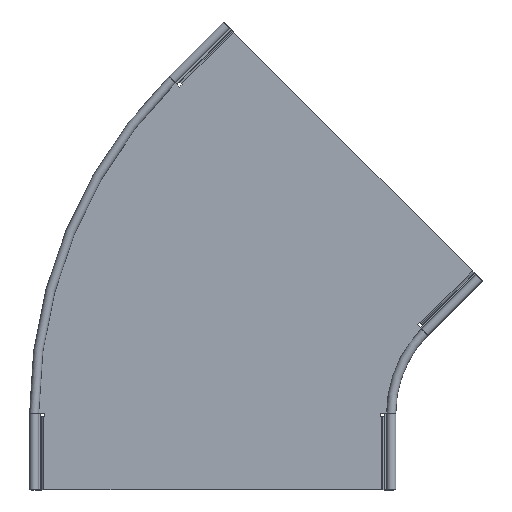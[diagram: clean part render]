
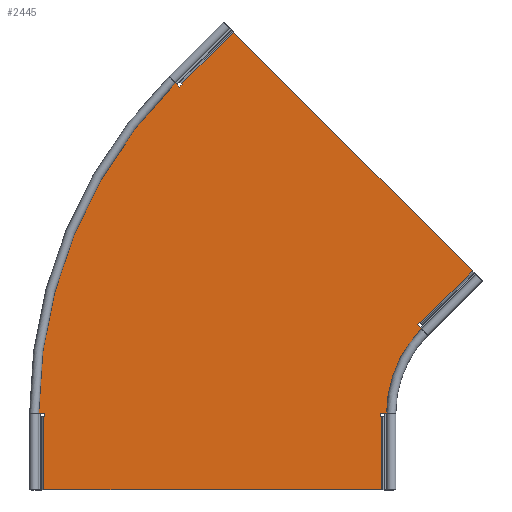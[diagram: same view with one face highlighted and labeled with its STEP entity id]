
A CAD part, top view. The second image highlights one B-rep face of the part: STEP entity #2445.
In plain terms, the highlighted planar face has unit normal (0, 0, 1).
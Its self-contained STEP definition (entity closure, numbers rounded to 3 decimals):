
#1069=DIRECTION('',(0.,-1.,0.));
#1070=VECTOR('',#1069,100.);
#1071=CARTESIAN_POINT('',(-230.55,100.,0.));
#1072=LINE('',#1071,#1070);
#1191=DIRECTION('',(0.,1.,0.));
#1192=VECTOR('',#1191,100.);
#1193=CARTESIAN_POINT('',(230.55,0.,0.));
#1194=LINE('',#1193,#1192);
#1251=DIRECTION('',(-1.,0.,0.));
#1252=VECTOR('',#1251,18.001);
#1253=CARTESIAN_POINT('',(247.5,105.,0.));
#1254=LINE('',#1253,#1252);
#1255=DIRECTION('',(-1.,0.,0.));
#1256=VECTOR('',#1255,1.051);
#1257=CARTESIAN_POINT('',(-229.499,100.,0.));
#1258=LINE('',#1257,#1256);
#1259=DIRECTION('',(0.,-1.,0.));
#1260=VECTOR('',#1259,5.);
#1261=CARTESIAN_POINT('',(-229.499,105.,0.));
#1262=LINE('',#1261,#1260);
#1263=CARTESIAN_POINT('',(400.,105.,0.));
#1264=DIRECTION('',(0.,0.,1.));
#1265=DIRECTION('',(-0.707,0.707,0.));
#1266=AXIS2_PLACEMENT_3D('',#1263,#1264,#1265);
#1268=DIRECTION('',(-0.707,0.707,0.));
#1269=VECTOR('',#1268,18.001);
#1270=CARTESIAN_POINT('',(-45.123,550.123,0.));
#1271=LINE('',#1270,#1269);
#1272=DIRECTION('',(-0.707,-0.707,0.));
#1273=VECTOR('',#1272,5.);
#1274=CARTESIAN_POINT('',(-41.587,553.658,0.));
#1275=LINE('',#1274,#1273);
#1276=DIRECTION('',(0.707,-0.707,0.));
#1277=VECTOR('',#1276,1.051);
#1278=CARTESIAN_POINT('',(-42.331,554.402,0.));
#1279=LINE('',#1278,#1277);
#1280=DIRECTION('',(-0.707,0.707,0.));
#1281=VECTOR('',#1280,461.1);
#1282=CARTESIAN_POINT('',(354.427,299.065,0.));
#1283=LINE('',#1282,#1281);
#1284=DIRECTION('',(0.707,-0.707,0.));
#1285=VECTOR('',#1284,1.051);
#1286=CARTESIAN_POINT('',(282.973,229.098,0.));
#1287=LINE('',#1286,#1285);
#1288=DIRECTION('',(0.707,0.707,0.));
#1289=VECTOR('',#1288,5.);
#1290=CARTESIAN_POINT('',(279.437,225.563,0.));
#1291=LINE('',#1290,#1289);
#1292=DIRECTION('',(-0.707,0.707,0.));
#1293=VECTOR('',#1292,18.001);
#1294=CARTESIAN_POINT('',(292.166,212.834,0.));
#1295=LINE('',#1294,#1293);
#1296=CARTESIAN_POINT('',(400.,105.,0.));
#1297=DIRECTION('',(0.,0.,-1.));
#1298=DIRECTION('',(-1.,0.,0.));
#1299=AXIS2_PLACEMENT_3D('',#1296,#1297,#1298);
#1301=DIRECTION('',(0.,1.,0.));
#1302=VECTOR('',#1301,5.);
#1303=CARTESIAN_POINT('',(229.499,100.,0.));
#1304=LINE('',#1303,#1302);
#1305=DIRECTION('',(-1.,0.,0.));
#1306=VECTOR('',#1305,1.051);
#1307=CARTESIAN_POINT('',(230.55,100.,0.));
#1308=LINE('',#1307,#1306);
#1309=DIRECTION('',(-1.,0.,0.));
#1310=VECTOR('',#1309,461.1);
#1311=CARTESIAN_POINT('',(230.55,0.,0.));
#1312=LINE('',#1311,#1310);
#1337=DIRECTION('',(-1.,0.,0.));
#1338=VECTOR('',#1337,18.001);
#1339=CARTESIAN_POINT('',(-229.499,105.,0.));
#1340=LINE('',#1339,#1338);
#1379=DIRECTION('',(-0.707,-0.707,0.));
#1380=VECTOR('',#1379,100.);
#1381=CARTESIAN_POINT('',(28.38,625.112,0.));
#1382=LINE('',#1381,#1380);
#1531=DIRECTION('',(0.707,0.707,0.));
#1532=VECTOR('',#1531,100.);
#1533=CARTESIAN_POINT('',(283.716,228.355,0.));
#1534=LINE('',#1533,#1532);
#1795=CARTESIAN_POINT('',(-45.123,550.123,0.));
#1796=CARTESIAN_POINT('',(-57.852,562.852,0.));
#1797=VERTEX_POINT('',#1795);
#1798=VERTEX_POINT('',#1796);
#1799=CARTESIAN_POINT('',(-247.5,105.,0.));
#1800=VERTEX_POINT('',#1799);
#1801=CARTESIAN_POINT('',(-229.499,105.,0.));
#1802=VERTEX_POINT('',#1801);
#1803=CARTESIAN_POINT('',(-229.499,100.,0.));
#1804=VERTEX_POINT('',#1803);
#1809=CARTESIAN_POINT('',(-230.55,100.,0.));
#1810=VERTEX_POINT('',#1809);
#1815=CARTESIAN_POINT('',(230.55,0.,0.));
#1816=CARTESIAN_POINT('',(-230.55,0.,0.));
#1817=VERTEX_POINT('',#1815);
#1818=VERTEX_POINT('',#1816);
#1819=CARTESIAN_POINT('',(230.55,100.,0.));
#1820=CARTESIAN_POINT('',(229.499,100.,0.));
#1821=VERTEX_POINT('',#1819);
#1822=VERTEX_POINT('',#1820);
#1823=CARTESIAN_POINT('',(229.499,105.,0.));
#1824=VERTEX_POINT('',#1823);
#1825=CARTESIAN_POINT('',(247.5,105.,0.));
#1826=VERTEX_POINT('',#1825);
#1827=CARTESIAN_POINT('',(292.166,212.834,0.));
#1828=VERTEX_POINT('',#1827);
#1829=CARTESIAN_POINT('',(279.437,225.563,0.));
#1830=VERTEX_POINT('',#1829);
#1831=CARTESIAN_POINT('',(282.973,229.098,0.));
#1832=VERTEX_POINT('',#1831);
#1833=CARTESIAN_POINT('',(283.716,228.355,0.));
#1834=VERTEX_POINT('',#1833);
#1851=CARTESIAN_POINT('',(354.427,299.065,0.));
#1852=CARTESIAN_POINT('',(28.38,625.112,0.));
#1853=VERTEX_POINT('',#1851);
#1854=VERTEX_POINT('',#1852);
#1855=CARTESIAN_POINT('',(-42.331,554.402,0.));
#1856=CARTESIAN_POINT('',(-41.587,553.658,0.));
#1857=VERTEX_POINT('',#1855);
#1858=VERTEX_POINT('',#1856);
#2403=CARTESIAN_POINT('',(400.,105.,0.));
#2404=DIRECTION('',(0.,0.,-1.));
#2405=DIRECTION('',(-1.,0.,0.));
#2406=AXIS2_PLACEMENT_3D('',#2403,#2404,#2405);
#2407=PLANE('',#2406);
#2408=ORIENTED_EDGE('',*,*,#2284,.F.);
#2410=ORIENTED_EDGE('',*,*,#2409,.T.);
#2411=ORIENTED_EDGE('',*,*,#2136,.F.);
#2413=ORIENTED_EDGE('',*,*,#2412,.F.);
#2415=ORIENTED_EDGE('',*,*,#2414,.F.);
#2417=ORIENTED_EDGE('',*,*,#2416,.T.);
#2419=ORIENTED_EDGE('',*,*,#2418,.F.);
#2421=ORIENTED_EDGE('',*,*,#2420,.F.);
#2423=ORIENTED_EDGE('',*,*,#2422,.F.);
#2425=ORIENTED_EDGE('',*,*,#2424,.F.);
#2427=ORIENTED_EDGE('',*,*,#2426,.F.);
#2429=ORIENTED_EDGE('',*,*,#2428,.F.);
#2431=ORIENTED_EDGE('',*,*,#2430,.F.);
#2433=ORIENTED_EDGE('',*,*,#2432,.F.);
#2435=ORIENTED_EDGE('',*,*,#2434,.F.);
#2437=ORIENTED_EDGE('',*,*,#2436,.F.);
#2439=ORIENTED_EDGE('',*,*,#2438,.F.);
#2440=ORIENTED_EDGE('',*,*,#2394,.T.);
#2441=ORIENTED_EDGE('',*,*,#2384,.F.);
#2442=ORIENTED_EDGE('',*,*,#2370,.F.);
#2443=EDGE_LOOP('',(#2408,#2410,#2411,#2413,#2415,#2417,#2419,#2421,#2423,#2425,
#2427,#2429,#2431,#2433,#2435,#2437,#2439,#2440,#2441,#2442));
#2444=FACE_OUTER_BOUND('',#2443,.F.);
#2445=ADVANCED_FACE('',(#2444),#2407,.F.);
#1267=CIRCLE('',#1266,647.5);
#1300=CIRCLE('',#1299,152.5);
#2136=EDGE_CURVE('',#1810,#1818,#1072,.T.);
#2284=EDGE_CURVE('',#1817,#1821,#1194,.T.);
#2370=EDGE_CURVE('',#1821,#1822,#1308,.T.);
#2384=EDGE_CURVE('',#1822,#1824,#1304,.T.);
#2394=EDGE_CURVE('',#1826,#1824,#1254,.T.);
#2409=EDGE_CURVE('',#1817,#1818,#1312,.T.);
#2412=EDGE_CURVE('',#1804,#1810,#1258,.T.);
#2414=EDGE_CURVE('',#1802,#1804,#1262,.T.);
#2416=EDGE_CURVE('',#1802,#1800,#1340,.T.);
#2418=EDGE_CURVE('',#1798,#1800,#1267,.T.);
#2420=EDGE_CURVE('',#1797,#1798,#1271,.T.);
#2422=EDGE_CURVE('',#1858,#1797,#1275,.T.);
#2424=EDGE_CURVE('',#1857,#1858,#1279,.T.);
#2426=EDGE_CURVE('',#1854,#1857,#1382,.T.);
#2428=EDGE_CURVE('',#1853,#1854,#1283,.T.);
#2430=EDGE_CURVE('',#1834,#1853,#1534,.T.);
#2432=EDGE_CURVE('',#1832,#1834,#1287,.T.);
#2434=EDGE_CURVE('',#1830,#1832,#1291,.T.);
#2436=EDGE_CURVE('',#1828,#1830,#1295,.T.);
#2438=EDGE_CURVE('',#1826,#1828,#1300,.T.);
